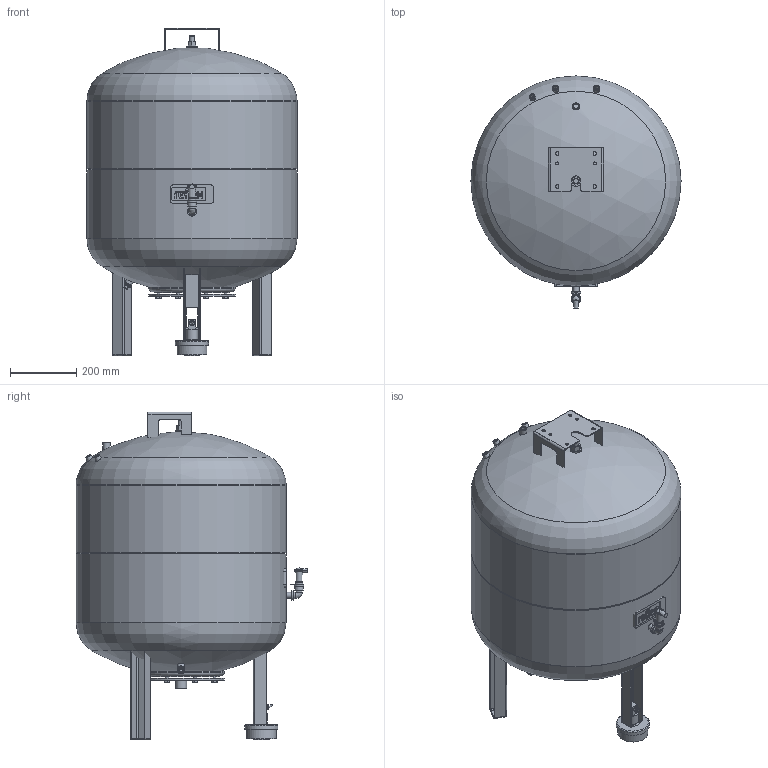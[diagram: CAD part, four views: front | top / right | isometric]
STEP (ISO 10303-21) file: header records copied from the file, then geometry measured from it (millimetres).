
FILE_DESCRIPTION(/* description */ (''),/* implementation_level */ '2;1');
FILE_NAME(/* name */ '3d_ReflexomatRG200_6bar-8799100.stp',/* time_stamp */ '2015-12-08T09:20:01+01:00',/* author */ ('Andrzej'),/* organization */ (''),/* preprocessor_version */ 'ST-DEVELOPER v15.5',/* originating_system */ 'AutoCAD Mechanical',/* authorisation */ '');
FILE_SCHEMA (('AUTOMOTIVE_DESIGN { 1 0 10303 214 3 1 1 }'));
Length unit declared in the file: millimetre
Products named in the file (1): Product
Bounding box: 634 x 700 x 989 mm (x, y, z)
Volume: 199896943.5 mm3; surface area: 3551167 mm2
Topology: 25 solids, 25 shells, 656 faces, 1602 edges, 1026 vertices
Faces by surface type: plane 382, cylinder 209, torus 24, cone 22, sphere 15, bspline 4
Full cylindrical faces by diameter (mm): 3 x1, 3.5 x1, 6 x1, 9 x2, 10 x16, 11.445 x3, 13 x1, 13.4 x2, 14.95 x1, 15 x1, 16 x2, 18.5 x4, 19 x1, 20 x4, 21.3 x3, 24 x1, 26 x1, 28 x2, 33.7 x1, 34 x1, 35 x1, 44 x1, 90 x2, 92 x1, 100 x1, 161 x1, 230 x1, 250 x1, 260 x2, 634 x4
Entity records: 19262 total; most frequent: CARTESIAN_POINT 3998, DIRECTION 3233, ORIENTED_EDGE 2924, EDGE_CURVE 1462, AXIS2_PLACEMENT_3D 1150, VERTEX_POINT 993, LINE 933, VECTOR 933
